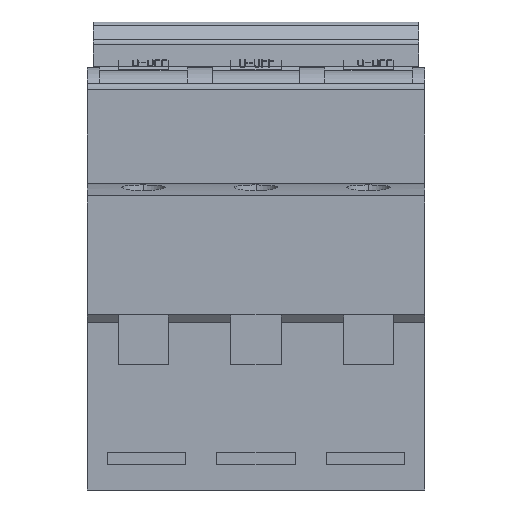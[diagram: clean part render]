
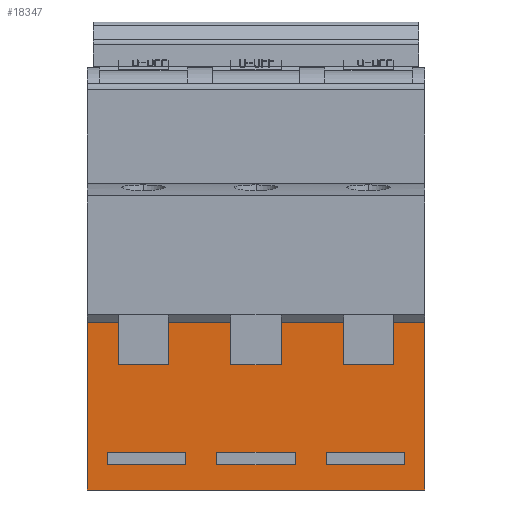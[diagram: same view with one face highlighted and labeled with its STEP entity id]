
A CAD part, left-side view. The second image highlights one B-rep face of the part: STEP entity #18347.
In plain terms, the highlighted planar face has unit normal (-1, 0, 0).
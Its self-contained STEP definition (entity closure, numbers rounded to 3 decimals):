
#5803=DIRECTION('',(0.,0.,1.));
#5804=VECTOR('',#5803,6.751);
#5805=CARTESIAN_POINT('',(-67.255,52.688,
-15.163));
#5806=LINE('',#5805,#5804);
#5823=DIRECTION('',(0.,0.,-1.));
#5824=VECTOR('',#5823,6.751);
#5825=CARTESIAN_POINT('',(-67.255,44.688,
-8.412));
#5826=LINE('',#5825,#5824);
#5835=DIRECTION('',(0.,1.,0.));
#5836=VECTOR('',#5835,10.);
#5837=CARTESIAN_POINT('',(-67.255,34.688,
-8.412));
#5838=LINE('',#5837,#5836);
#5839=DIRECTION('',(0.,1.,0.));
#5840=VECTOR('',#5839,10.);
#5841=CARTESIAN_POINT('',(-67.255,16.688,
-8.412));
#5842=LINE('',#5841,#5840);
#5843=DIRECTION('',(0.,0.,1.));
#5844=VECTOR('',#5843,26.751);
#5845=CARTESIAN_POINT('',(-67.255,3.688,-35.163));
#5846=LINE('',#5845,#5844);
#5847=DIRECTION('',(0.,-1.,0.));
#5848=VECTOR('',#5847,54.);
#5849=CARTESIAN_POINT('',(-67.255,57.688,-35.163));
#5850=LINE('',#5849,#5848);
#5851=DIRECTION('',(0.,0.,-1.));
#5852=VECTOR('',#5851,26.751);
#5853=CARTESIAN_POINT('',(-67.255,57.688,-8.412));
#5854=LINE('',#5853,#5852);
#5855=DIRECTION('',(0.,1.,0.));
#5856=VECTOR('',#5855,5.);
#5857=CARTESIAN_POINT('',(-67.255,52.688,
-8.412));
#5858=LINE('',#5857,#5856);
#5863=DIRECTION('',(0.,1.,0.));
#5864=VECTOR('',#5863,8.);
#5865=CARTESIAN_POINT('',(-67.255,44.688,
-15.163));
#5866=LINE('',#5865,#5864);
#5895=DIRECTION('',(0.,0.,1.));
#5896=VECTOR('',#5895,6.751);
#5897=CARTESIAN_POINT('',(-67.255,34.688,
-15.163));
#5898=LINE('',#5897,#5896);
#5911=DIRECTION('',(0.,0.,-1.));
#5912=VECTOR('',#5911,6.751);
#5913=CARTESIAN_POINT('',(-67.255,26.688,
-8.412));
#5914=LINE('',#5913,#5912);
#5923=DIRECTION('',(0.,1.,0.));
#5924=VECTOR('',#5923,8.);
#5925=CARTESIAN_POINT('',(-67.255,26.688,
-15.163));
#5926=LINE('',#5925,#5924);
#5951=DIRECTION('',(0.,0.,1.));
#5952=VECTOR('',#5951,6.751);
#5953=CARTESIAN_POINT('',(-67.255,16.688,
-15.163));
#5954=LINE('',#5953,#5952);
#5975=DIRECTION('',(0.,0.,-1.));
#5976=VECTOR('',#5975,6.751);
#5977=CARTESIAN_POINT('',(-67.255,8.688,
-8.412));
#5978=LINE('',#5977,#5976);
#5983=DIRECTION('',(0.,1.,0.));
#5984=VECTOR('',#5983,8.);
#5985=CARTESIAN_POINT('',(-67.255,8.688,
-15.163));
#5986=LINE('',#5985,#5984);
#6007=DIRECTION('',(0.,-1.,0.));
#6008=VECTOR('',#6007,5.);
#6009=CARTESIAN_POINT('',(-67.255,8.688,
-8.412));
#6010=LINE('',#6009,#6008);
#9115=DIRECTION('',(0.,0.,1.));
#9116=VECTOR('',#9115,2.);
#9117=CARTESIAN_POINT('',(-67.255,54.423,
-31.163));
#9118=LINE('',#9117,#9116);
#9127=DIRECTION('',(0.,-1.,0.));
#9128=VECTOR('',#9127,12.49);
#9129=CARTESIAN_POINT('',(-67.255,54.423,
-29.163));
#9130=LINE('',#9129,#9128);
#9135=DIRECTION('',(0.,0.,-1.));
#9136=VECTOR('',#9135,2.);
#9137=CARTESIAN_POINT('',(-67.255,41.933,
-29.163));
#9138=LINE('',#9137,#9136);
#9143=DIRECTION('',(0.,1.,0.));
#9144=VECTOR('',#9143,12.49);
#9145=CARTESIAN_POINT('',(-67.255,41.933,
-31.163));
#9146=LINE('',#9145,#9144);
#9163=DIRECTION('',(0.,0.,1.));
#9164=VECTOR('',#9163,2.);
#9165=CARTESIAN_POINT('',(-67.255,19.443,
-31.163));
#9166=LINE('',#9165,#9164);
#9175=DIRECTION('',(0.,-1.,0.));
#9176=VECTOR('',#9175,12.49);
#9177=CARTESIAN_POINT('',(-67.255,19.443,
-29.163));
#9178=LINE('',#9177,#9176);
#9183=DIRECTION('',(0.,0.,-1.));
#9184=VECTOR('',#9183,2.);
#9185=CARTESIAN_POINT('',(-67.255,6.953,
-29.163));
#9186=LINE('',#9185,#9184);
#9191=DIRECTION('',(0.,1.,0.));
#9192=VECTOR('',#9191,12.49);
#9193=CARTESIAN_POINT('',(-67.255,6.953,
-31.163));
#9194=LINE('',#9193,#9192);
#9211=DIRECTION('',(0.,0.,1.));
#9212=VECTOR('',#9211,2.);
#9213=CARTESIAN_POINT('',(-67.255,36.933,
-31.163));
#9214=LINE('',#9213,#9212);
#9223=DIRECTION('',(0.,-1.,0.));
#9224=VECTOR('',#9223,12.49);
#9225=CARTESIAN_POINT('',(-67.255,36.933,
-29.163));
#9226=LINE('',#9225,#9224);
#9231=DIRECTION('',(0.,0.,-1.));
#9232=VECTOR('',#9231,2.);
#9233=CARTESIAN_POINT('',(-67.255,24.443,
-29.163));
#9234=LINE('',#9233,#9232);
#9239=DIRECTION('',(0.,1.,0.));
#9240=VECTOR('',#9239,12.49);
#9241=CARTESIAN_POINT('',(-67.255,24.443,
-31.163));
#9242=LINE('',#9241,#9240);
#15713=CARTESIAN_POINT('',(-67.255,57.688,-35.163));
#15714=VERTEX_POINT('',#15713);
#15715=CARTESIAN_POINT('',(-67.255,57.688,-8.412));
#15716=VERTEX_POINT('',#15715);
#15729=CARTESIAN_POINT('',(-67.255,52.688,
-8.412));
#15731=VERTEX_POINT('',#15729);
#15845=CARTESIAN_POINT('',(-67.255,3.688,-35.163));
#15846=VERTEX_POINT('',#15845);
#15979=CARTESIAN_POINT('',(-67.255,26.688,
-8.412));
#15980=VERTEX_POINT('',#15979);
#15981=CARTESIAN_POINT('',(-67.255,16.688,
-8.412));
#15982=VERTEX_POINT('',#15981);
#16025=CARTESIAN_POINT('',(-67.255,44.688,
-8.412));
#16026=VERTEX_POINT('',#16025);
#16027=CARTESIAN_POINT('',(-67.255,34.688,
-8.412));
#16028=VERTEX_POINT('',#16027);
#16109=CARTESIAN_POINT('',(-67.255,3.688,-8.412));
#16110=VERTEX_POINT('',#16109);
#16203=CARTESIAN_POINT('',(-67.255,52.688,
-15.163));
#16204=VERTEX_POINT('',#16203);
#16205=CARTESIAN_POINT('',(-67.255,44.688,
-15.163));
#16206=VERTEX_POINT('',#16205);
#16207=CARTESIAN_POINT('',(-67.255,34.688,
-15.163));
#16208=VERTEX_POINT('',#16207);
#16209=CARTESIAN_POINT('',(-67.255,26.688,
-15.163));
#16210=VERTEX_POINT('',#16209);
#16211=CARTESIAN_POINT('',(-67.255,16.688,
-15.163));
#16212=VERTEX_POINT('',#16211);
#16213=CARTESIAN_POINT('',(-67.255,8.688,
-15.163));
#16214=VERTEX_POINT('',#16213);
#16215=CARTESIAN_POINT('',(-67.255,8.688,
-8.412));
#16216=VERTEX_POINT('',#16215);
#16217=CARTESIAN_POINT('',(-67.255,54.423,
-31.163));
#16218=CARTESIAN_POINT('',(-67.255,54.423,
-29.163));
#16219=VERTEX_POINT('',#16217);
#16220=VERTEX_POINT('',#16218);
#16221=CARTESIAN_POINT('',(-67.255,41.933,
-31.163));
#16222=VERTEX_POINT('',#16221);
#16223=CARTESIAN_POINT('',(-67.255,41.933,
-29.163));
#16224=VERTEX_POINT('',#16223);
#16225=CARTESIAN_POINT('',(-67.255,19.443,
-31.163));
#16226=CARTESIAN_POINT('',(-67.255,19.443,
-29.163));
#16227=VERTEX_POINT('',#16225);
#16228=VERTEX_POINT('',#16226);
#16229=CARTESIAN_POINT('',(-67.255,6.953,
-31.163));
#16230=VERTEX_POINT('',#16229);
#16231=CARTESIAN_POINT('',(-67.255,6.953,
-29.163));
#16232=VERTEX_POINT('',#16231);
#16233=CARTESIAN_POINT('',(-67.255,36.933,
-31.163));
#16234=CARTESIAN_POINT('',(-67.255,36.933,
-29.163));
#16235=VERTEX_POINT('',#16233);
#16236=VERTEX_POINT('',#16234);
#16237=CARTESIAN_POINT('',(-67.255,24.443,
-31.163));
#16238=VERTEX_POINT('',#16237);
#16239=CARTESIAN_POINT('',(-67.255,24.443,
-29.163));
#16240=VERTEX_POINT('',#16239);
#18283=CARTESIAN_POINT('',(-67.255,30.688,-21.788));
#18284=DIRECTION('',(1.,0.,0.));
#18285=DIRECTION('',(0.,0.,1.));
#18286=AXIS2_PLACEMENT_3D('',#18283,#18284,#18285);
#18287=PLANE('',#18286);
#18288=ORIENTED_EDGE('',*,*,#18246,.F.);
#18290=ORIENTED_EDGE('',*,*,#18289,.F.);
#18291=ORIENTED_EDGE('',*,*,#18271,.F.);
#18293=ORIENTED_EDGE('',*,*,#18292,.F.);
#18295=ORIENTED_EDGE('',*,*,#18294,.F.);
#18297=ORIENTED_EDGE('',*,*,#18296,.F.);
#18299=ORIENTED_EDGE('',*,*,#18298,.F.);
#18301=ORIENTED_EDGE('',*,*,#18300,.F.);
#18303=ORIENTED_EDGE('',*,*,#18302,.F.);
#18305=ORIENTED_EDGE('',*,*,#18304,.F.);
#18307=ORIENTED_EDGE('',*,*,#18306,.F.);
#18309=ORIENTED_EDGE('',*,*,#18308,.T.);
#18310=ORIENTED_EDGE('',*,*,#17074,.F.);
#18312=ORIENTED_EDGE('',*,*,#18311,.F.);
#18313=ORIENTED_EDGE('',*,*,#18079,.F.);
#18314=ORIENTED_EDGE('',*,*,#18228,.F.);
#18315=EDGE_LOOP('',(#18288,#18290,#18291,#18293,#18295,#18297,#18299,#18301,
#18303,#18305,#18307,#18309,#18310,#18312,#18313,#18314));
#18316=FACE_OUTER_BOUND('',#18315,.F.);
#18318=ORIENTED_EDGE('',*,*,#18317,.F.);
#18320=ORIENTED_EDGE('',*,*,#18319,.F.);
#18322=ORIENTED_EDGE('',*,*,#18321,.F.);
#18324=ORIENTED_EDGE('',*,*,#18323,.F.);
#18325=EDGE_LOOP('',(#18318,#18320,#18322,#18324));
#18326=FACE_BOUND('',#18325,.F.);
#18328=ORIENTED_EDGE('',*,*,#18327,.F.);
#18330=ORIENTED_EDGE('',*,*,#18329,.F.);
#18332=ORIENTED_EDGE('',*,*,#18331,.F.);
#18334=ORIENTED_EDGE('',*,*,#18333,.F.);
#18335=EDGE_LOOP('',(#18328,#18330,#18332,#18334));
#18336=FACE_BOUND('',#18335,.F.);
#18338=ORIENTED_EDGE('',*,*,#18337,.F.);
#18340=ORIENTED_EDGE('',*,*,#18339,.F.);
#18342=ORIENTED_EDGE('',*,*,#18341,.F.);
#18344=ORIENTED_EDGE('',*,*,#18343,.F.);
#18345=EDGE_LOOP('',(#18338,#18340,#18342,#18344));
#18346=FACE_BOUND('',#18345,.F.);
#18347=ADVANCED_FACE('',(#18316,#18326,#18336,#18346),#18287,.F.);
#17074=EDGE_CURVE('',#15846,#16110,#5846,.T.);
#18079=EDGE_CURVE('',#15716,#15714,#5854,.T.);
#18228=EDGE_CURVE('',#15731,#15716,#5858,.T.);
#18246=EDGE_CURVE('',#16204,#15731,#5806,.T.);
#18271=EDGE_CURVE('',#16026,#16206,#5826,.T.);
#18289=EDGE_CURVE('',#16206,#16204,#5866,.T.);
#18292=EDGE_CURVE('',#16028,#16026,#5838,.T.);
#18294=EDGE_CURVE('',#16208,#16028,#5898,.T.);
#18296=EDGE_CURVE('',#16210,#16208,#5926,.T.);
#18298=EDGE_CURVE('',#15980,#16210,#5914,.T.);
#18300=EDGE_CURVE('',#15982,#15980,#5842,.T.);
#18302=EDGE_CURVE('',#16212,#15982,#5954,.T.);
#18304=EDGE_CURVE('',#16214,#16212,#5986,.T.);
#18306=EDGE_CURVE('',#16216,#16214,#5978,.T.);
#18308=EDGE_CURVE('',#16216,#16110,#6010,.T.);
#18311=EDGE_CURVE('',#15714,#15846,#5850,.T.);
#18317=EDGE_CURVE('',#16219,#16220,#9118,.T.);
#18319=EDGE_CURVE('',#16222,#16219,#9146,.T.);
#18321=EDGE_CURVE('',#16224,#16222,#9138,.T.);
#18323=EDGE_CURVE('',#16220,#16224,#9130,.T.);
#18327=EDGE_CURVE('',#16227,#16228,#9166,.T.);
#18329=EDGE_CURVE('',#16230,#16227,#9194,.T.);
#18331=EDGE_CURVE('',#16232,#16230,#9186,.T.);
#18333=EDGE_CURVE('',#16228,#16232,#9178,.T.);
#18337=EDGE_CURVE('',#16235,#16236,#9214,.T.);
#18339=EDGE_CURVE('',#16238,#16235,#9242,.T.);
#18341=EDGE_CURVE('',#16240,#16238,#9234,.T.);
#18343=EDGE_CURVE('',#16236,#16240,#9226,.T.);
